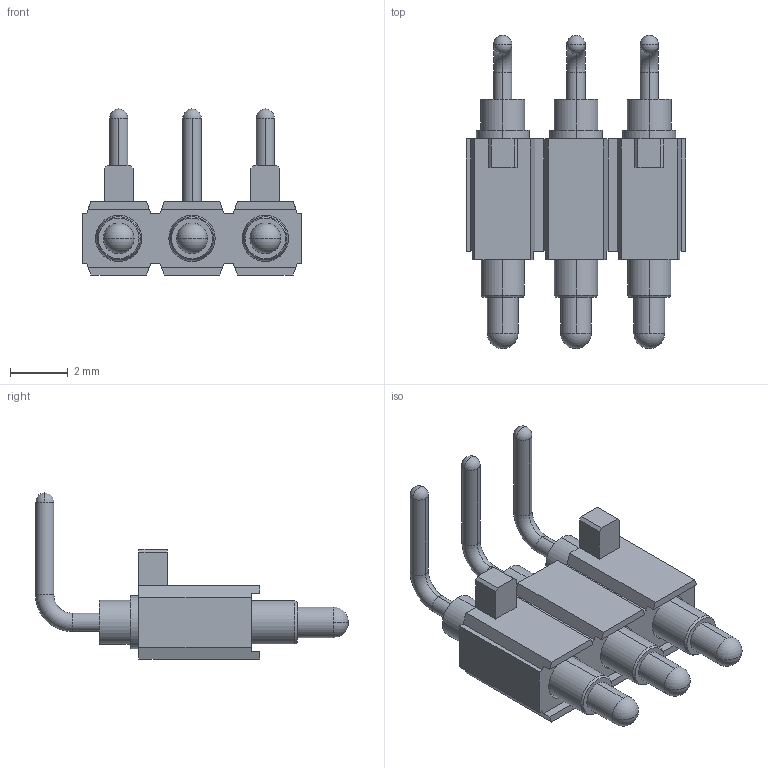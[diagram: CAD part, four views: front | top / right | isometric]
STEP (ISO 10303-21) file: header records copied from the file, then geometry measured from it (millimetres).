
FILE_DESCRIPTION (( 'STEP AP214' ), '1' );
FILE_NAME ('mill-max-829-22-003-20-001101.step', '2020-03-10T06:11:19', ( '' ), ( '' ), 'SwSTEP 2.0', 'SolidWorks 2019', '' );
FILE_SCHEMA (( 'AUTOMOTIVE_DESIGN' ));
Length unit declared in the file: inch
Products named in the file (3): mill-max-829-22-003-20-001101_0929_default; mill-max-829-22-003-20-001101_P8XX-11-013-30-000000_P803-11-013-30-000000; mill-max-829-22-003-20-001101
Assembly tree (4 placements, depth 2):
  mill-max-829-22-003-20-001101
    mill-max-829-22-003-20-001101_P8XX-11-013-30-000000_P803-11-013-30-000000
    mill-max-829-22-003-20-001101_0929_default  x3
Bounding box: 7.62 x 10.85 x 5.75 mm (x, y, z)
Volume: 98.4 mm3; surface area: 356.3 mm2
Topology: 4 solids, 4 shells, 156 faces, 384 edges, 242 vertices
Faces by surface type: plane 72, cylinder 54, sphere 12, cone 12, torus 6
Entity records: 3126 total; most frequent: DIRECTION 528, CARTESIAN_POINT 523, ORIENTED_EDGE 504, EDGE_CURVE 252, VECTOR 186, LINE 186, AXIS2_PLACEMENT_3D 171, VERTEX_POINT 166
